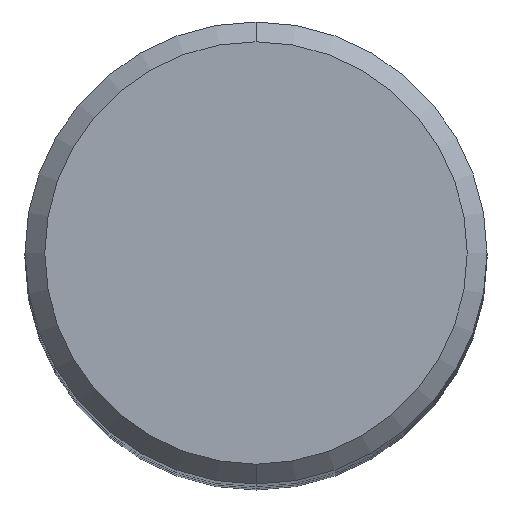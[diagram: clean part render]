
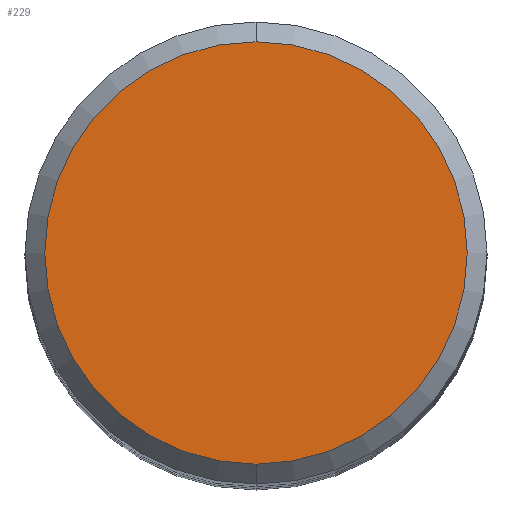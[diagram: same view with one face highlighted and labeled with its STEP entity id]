
A CAD part, top view. The second image highlights one B-rep face of the part: STEP entity #229.
In plain terms, the highlighted planar face has unit normal (0, 0, 1).
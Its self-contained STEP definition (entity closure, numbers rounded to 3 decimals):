
#187=EDGE_CURVE('',#375,#323,#479,.T.);
#229=ADVANCED_FACE('',(#523),#524,.T.);
#323=VERTEX_POINT('',#626);
#375=VERTEX_POINT('',#685);
#415=EDGE_CURVE('',#323,#375,#730,.T.);
#479=CIRCLE('',#851,6.4);
#523=FACE_OUTER_BOUND('',#957,.T.);
#524=PLANE('',#958);
#626=CARTESIAN_POINT('',(0.0,6.4,0.0));
#685=CARTESIAN_POINT('',(0.,-6.4,0.0));
#730=CIRCLE('',#1406,6.4);
#851=AXIS2_PLACEMENT_3D('',#1462,#1463,#1464);
#957=EDGE_LOOP('',(#1494,#1495));
#958=AXIS2_PLACEMENT_3D('',#1496,#1497,#1498);
#1406=AXIS2_PLACEMENT_3D('',#1741,#1742,#1743);
#1462=CARTESIAN_POINT('',(0.0,0.0,0.0));
#1463=DIRECTION('',(0.0,0.0,-1.0));
#1464=DIRECTION('',(0.0,1.0,0.0));
#1494=ORIENTED_EDGE('',*,*,#415,.F.);
#1495=ORIENTED_EDGE('',*,*,#187,.F.);
#1496=CARTESIAN_POINT('',(0.0,3.2,0.0));
#1497=DIRECTION('',(-0.0,0.0,1.0));
#1498=DIRECTION('',(0.0,-1.0,0.0));
#1741=CARTESIAN_POINT('',(0.0,0.0,0.0));
#1742=DIRECTION('',(0.0,0.0,-1.0));
#1743=DIRECTION('',(0.0,1.0,0.0));
